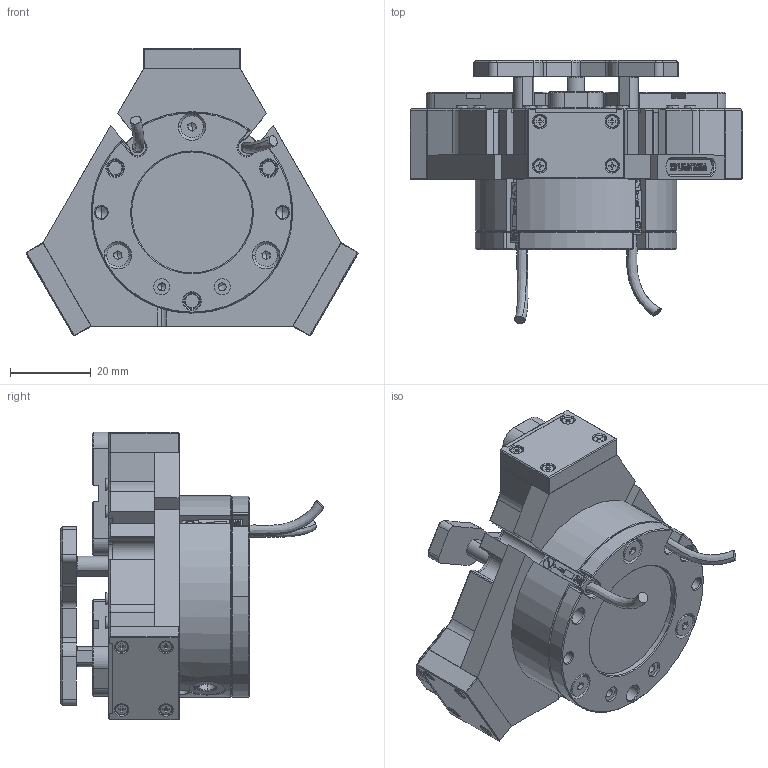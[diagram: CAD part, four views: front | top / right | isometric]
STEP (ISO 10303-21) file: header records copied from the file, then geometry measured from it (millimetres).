
FILE_DESCRIPTION (( 'STEP AP203' ), '1' );
FILE_NAME ('FY-JGZ Plus-50-1-SAD.STEP', '2024-04-13T02:42:07', ( 'User' ), ( 'Microsoft' ), 'SwSTEP 2.0', 'SolidWorks 2015', '' );
FILE_SCHEMA (( 'CONFIG_CONTROL_DESIGN' ));
Length unit declared in the file: millimetre
Products named in the file (18): cross recessed cheese head screws type a gb_GB_CROSS_SCREWS_TYPE135 M2X5.5-N; FY-JGZ Plus-50-1芢蹋啣; FY-JGZ Plus-50-1-SAD傷裔; FY-JGZ Plus-50-1-SAD賑輸; cross recessed cheese head screws type a gb_GB_CROSS_SCREWS_TYPE135 M2X8-N; cross recessed countersunk head screws gb2_GB_CROSS_SCREWS_TYPE10 M3X8-6.35-H1-N; 2X5; FY-JGZ Plus-50-1綴裔; 5X3X3隅弇杶; hexagon socket countersunk head screws gb_GB_FASTENER_SCREWS_HSCHS M3X10-N; FY-JGZ Plus-50-1-SAD褲极; FY-JGZ Plus-50-1-SAD; 2.0; FY-JGZ Plus-50-1-SAD倰瘍齪; FY-JGZ Plus-50-1-SAD前盖; 棠俶羲壽4.0X15; FY-JGZ Plus-50-1-SAD滅鳥輸; FY-JGZ Plus-50-1芢蹋裝
Assembly tree (63 placements, depth 2):
  FY-JGZ Plus-50-1-SAD
    FY-JGZ Plus-50-1-SAD褲极
    FY-JGZ Plus-50-1-SAD倰瘍齪  x2
    棠俶羲壽4.0X15  x2
    FY-JGZ Plus-50-1芢蹋裝  x3
    FY-JGZ Plus-50-1芢蹋啣
    FY-JGZ Plus-50-1-SAD賑輸  x3
    cross recessed countersunk head screws gb2_GB_CROSS_SCREWS_TYPE10 M3X8-6.35-H1-N  x3
    FY-JGZ Plus-50-1綴裔
    hexagon socket countersunk head screws gb_GB_FASTENER_SCREWS_HSCHS M3X10-N  x3
    2.0
    FY-JGZ Plus-50-1-SAD前盖
    FY-JGZ Plus-50-1-SAD滅鳥輸  x3
    cross recessed cheese head screws type a gb_GB_CROSS_SCREWS_TYPE135 M2X5.5-N  x12
    FY-JGZ Plus-50-1-SAD傷裔  x3
    cross recessed cheese head screws type a gb_GB_CROSS_SCREWS_TYPE135 M2X8-N  x12
    2X5  x6
    5X3X3隅弇杶  x6
Bounding box: 82.42 x 65.45 x 71.47 mm (x, y, z)
Volume: 93609 mm3; surface area: 50345.9 mm2
Topology: 63 solids, 63 shells, 3789 faces, 9637 edges, 6189 vertices
Faces by surface type: plane 1894, cylinder 666, bspline 659, cone 490, torus 78, sphere 2
Entity records: 89305 total; most frequent: CARTESIAN_POINT 38889, ORIENTED_EDGE 10480, DIRECTION 8374, EDGE_CURVE 5240, VERTEX_POINT 3398, LINE 3290, VECTOR 3290, AXIS2_PLACEMENT_3D 2542
